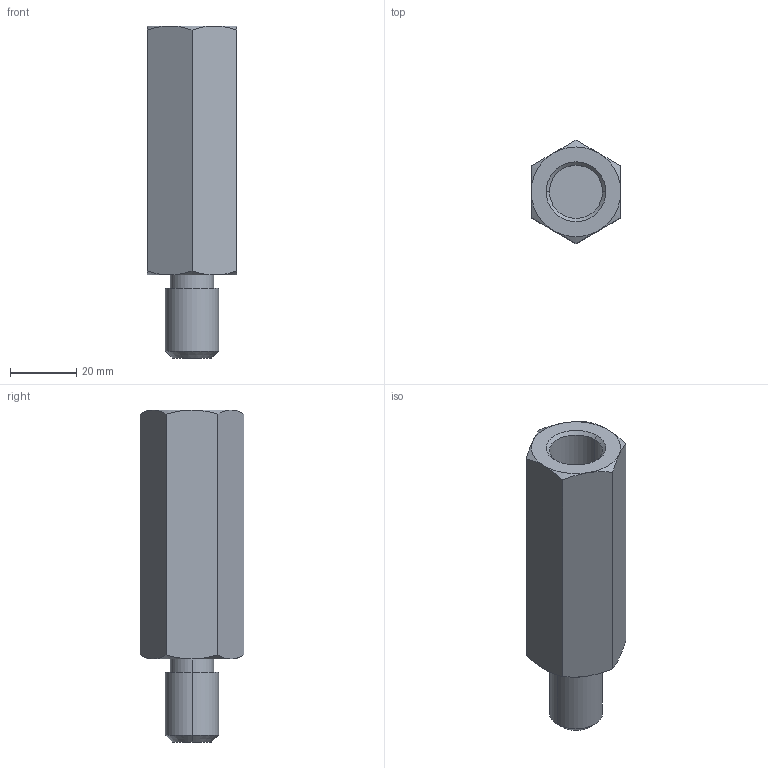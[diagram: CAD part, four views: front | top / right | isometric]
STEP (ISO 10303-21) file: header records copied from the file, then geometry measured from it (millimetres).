
FILE_DESCRIPTION (( 'STEP AP203' ), '1' );
FILE_NAME ('bj610-16075.STEP', '2021-10-24T23:57:00', ( '' ), ( '' ), 'SwSTEP 2.0', 'SolidWorks 2020', '' );
FILE_SCHEMA (( 'CONFIG_CONTROL_DESIGN' ));
Length unit declared in the file: millimetre
Products named in the file (1): bj610-16075
Bounding box: 27 x 31.18 x 100 mm (x, y, z)
Volume: 45910.3 mm3; surface area: 10989.6 mm2
Topology: 1 solids, 1 shells, 33 faces, 68 edges, 40 vertices
Faces by surface type: cone 16, plane 11, cylinder 6
Entity records: 1035 total; most frequent: CARTESIAN_POINT 286, DIRECTION 140, ORIENTED_EDGE 136, EDGE_CURVE 68, AXIS2_PLACEMENT_3D 62, VERTEX_POINT 40, EDGE_LOOP 36, FACE_OUTER_BOUND 33
